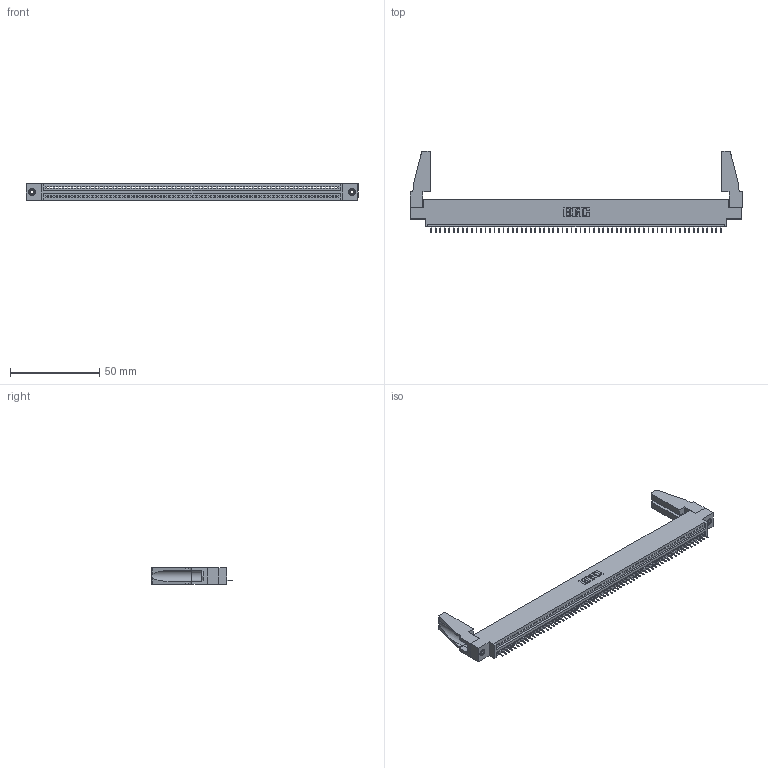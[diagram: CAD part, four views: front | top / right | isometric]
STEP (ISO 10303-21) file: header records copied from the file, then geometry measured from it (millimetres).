
FILE_DESCRIPTION (( 'STEP AP203' ), '1' );
FILE_NAME ('395-065-525-688.STEP', '2020-09-25T01:04:59', ( '' ), ( '' ), 'SwSTEP 2.0', 'SolidWorks 2020', '' );
FILE_SCHEMA (( 'CONFIG_CONTROL_DESIGN' ));
Length unit declared in the file: inch
Products named in the file (5): 345-292-001_345-293-125; 345-250-001_345-250-001-102; 345-220-078_345-220-088; 395-065-525-688; 345 Part_0.170 Offset - 0.156 Dia-TH
Assembly tree (70 placements, depth 2):
  395-065-525-688
    345 Part_0.170 Offset - 0.156 Dia-TH
    345-292-001_345-293-125  x65
    345-250-001_345-250-001-102  x2
    345-220-078_345-220-088  x2
Bounding box: 186.33 x 45.9 x 9.4 mm (x, y, z)
Volume: 20760.4 mm3; surface area: 25949.8 mm2
Topology: 70 solids, 70 shells, 4284 faces, 12367 edges, 7974 vertices
Faces by surface type: plane 3146, cylinder 1122, cone 12, torus 4
Entity records: 48178 total; most frequent: CARTESIAN_POINT 8333, ORIENTED_EDGE 8292, DIRECTION 7252, EDGE_CURVE 4146, VECTOR 3716, LINE 3716, VERTEX_POINT 2754, AXIS2_PLACEMENT_3D 1768
